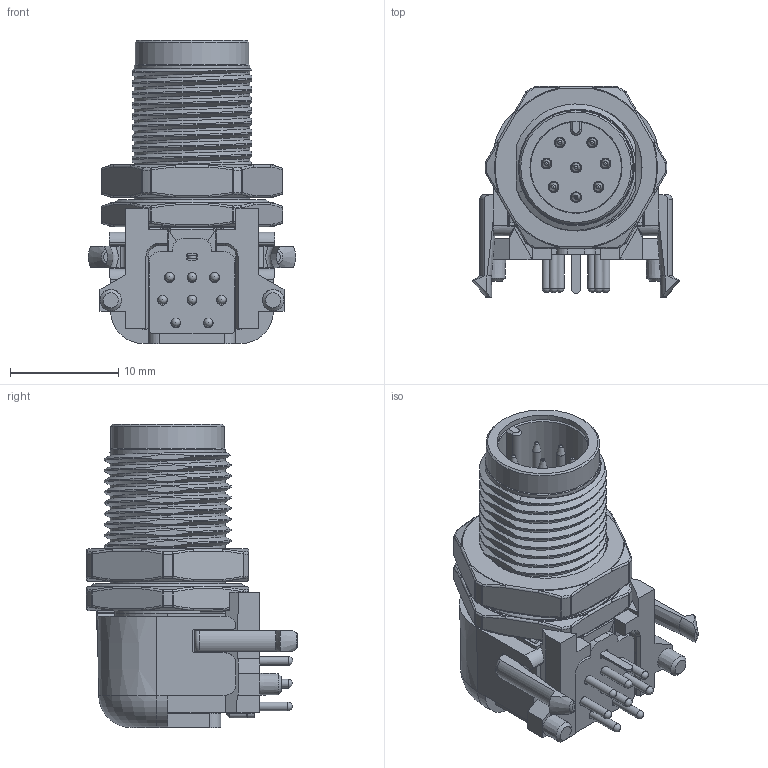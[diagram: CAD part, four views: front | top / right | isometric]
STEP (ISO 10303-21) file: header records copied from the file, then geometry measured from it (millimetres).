
FILE_DESCRIPTION(/* description */ ('Unknown'),/* implementation_level */ '2;1');
FILE_NAME(/* name */ '643270100308',/* time_stamp */ '2026-03-04T15:57:18+01:00',/* author */ ('Unknown'),/* organization */ ('Unknown'),/* preprocessor_version */ 'ST-DEVELOPER v19.4',/* originating_system */ 'Solid Edge',/* authorisation */ 'Unknown');
FILE_SCHEMA (('AUTOMOTIVE_DESIGN {1 0 10303 214 3 1 1}'));
Products named in the file (14): 6432701003xx; 6432701003xx_Cover; 643270100308_Pin Holder; 6432701003xx_Panel nut; 6432701003xx_Panel O-Ring; 6432701003xx_Shell O-Ring; 6432701003xx_Shell; 6432701003xx_Peg; 643270100308; 643270100308_Pin 1-2; 643270100308_Pin 3-7; 643270100308_Pin 4-6; 643270100308_Pin 5; 643270100308_Pin 8
Assembly tree (16 placements, depth 2):
  6432701003xx
    6432701003xx_Cover
    643270100308_Pin Holder
    6432701003xx_Panel nut
    6432701003xx_Panel O-Ring
    6432701003xx_Shell O-Ring
    6432701003xx_Shell
    6432701003xx_Peg
    643270100308
    643270100308_Pin 1-2  x2
    643270100308_Pin 3-7  x2
    643270100308_Pin 4-6  x2
    643270100308_Pin 5
    643270100308_Pin 8
Bounding box: 19.2 x 19.5 x 28 mm (x, y, z)
Volume: 2851.3 mm3; surface area: 6578.9 mm2
Topology: 16 solids, 16 shells, 1246 faces, 3046 edges, 1857 vertices
Faces by surface type: plane 448, cylinder 330, bspline 142, sphere 112, torus 109, cone 105
Full cylindrical faces by diameter (mm): 0.8 x16, 0.9 x8, 1 x13, 1.26 x16, 1.58 x5, 8.5 x1, 9.2 x1, 9.6 x1, 10 x1, 10.5 x1, 10.65 x12, 12 x1, 14.4 x1
Entity records: 58118 total; most frequent: CARTESIAN_POINT 32997, ORIENTED_EDGE 5148, DIRECTION 5035, EDGE_CURVE 2574, AXIS2_PLACEMENT_3D 1944, VERTEX_POINT 1610, FACE_BOUND 1298, EDGE_LOOP 1296
